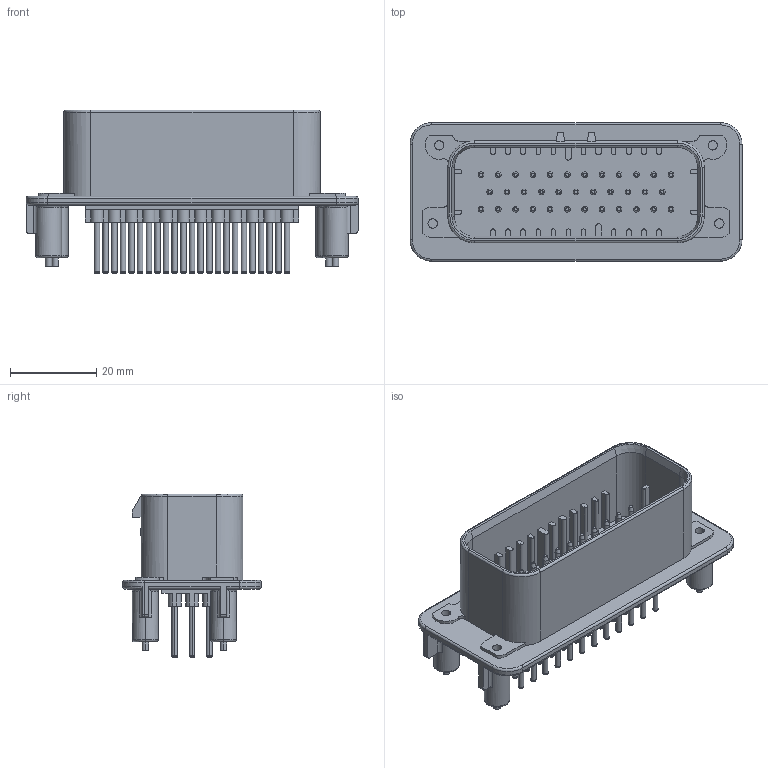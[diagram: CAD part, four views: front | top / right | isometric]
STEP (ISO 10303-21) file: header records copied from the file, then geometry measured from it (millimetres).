
FILE_DESCRIPTION((''),'2;1');
FILE_NAME('C-0776230-01-3','2007-09-02T',('workeradm'),('Tyco Electronics Corporation'),'PRO/ENGINEER BY PARAMETRIC TECHNOLOGY CORPORATION, 2005450','PRO/ENGINEER BY PARAMETRIC TECHNOLOGY CORPORATION, 2005450','');
FILE_SCHEMA(('CONFIG_CONTROL_DESIGN', 'GEOMETRIC_VALIDATION_PROPERTIES_MIM'));
Length unit declared in the file: millimetre
Products named in the file (1): C-0776230-01-3
Bounding box: 76.9 x 32.1 x 37.97 mm (x, y, z)
Volume: 13721.1 mm3; surface area: 17477.1 mm2
Topology: 1 solids, 1 shells, 905 faces, 2197 edges, 1380 vertices
Faces by surface type: plane 348, cylinder 315, cone 144, sphere 70, torus 26, extrusion 2
Entity records: 26722 total; most frequent: DIRECTION 4955, CARTESIAN_POINT 4583, ORIENTED_EDGE 4394, EDGE_CURVE 2197, AXIS2_PLACEMENT_3D 1869, VERTEX_POINT 1380, VECTOR 1217, LINE 1215
